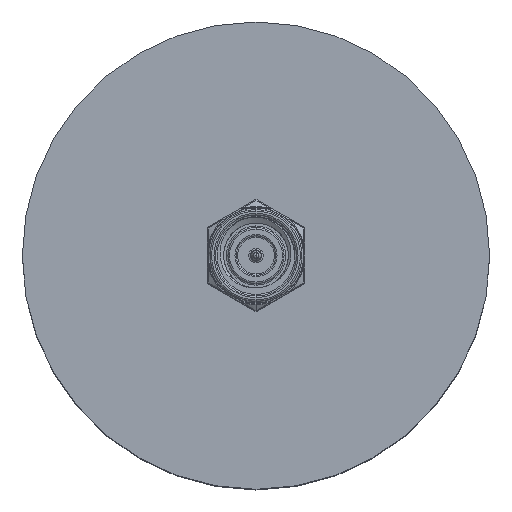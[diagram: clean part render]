
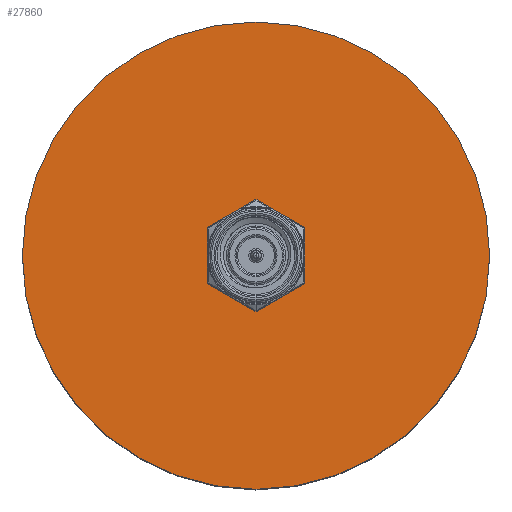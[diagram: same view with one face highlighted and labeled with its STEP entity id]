
A CAD part, top view. The second image highlights one B-rep face of the part: STEP entity #27860.
In plain terms, the highlighted planar face has unit normal (0, 0, 1).
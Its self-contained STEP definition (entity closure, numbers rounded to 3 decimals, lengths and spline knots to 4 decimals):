
#317 = CIRCLE ( 'NONE', #45496, 0.75 ) ;
#612 = ORIENTED_EDGE ( 'NONE', *, *, #19612, .T. ) ;
#4278 = DIRECTION ( 'NONE',  ( 0., 0., 1. ) ) ;
#7527 = CARTESIAN_POINT ( 'NONE',  ( 0.3933, -0.0486, 0.3427 ) ) ;
#12490 = VERTEX_POINT ( 'NONE', #7527 ) ;
#12895 = AXIS2_PLACEMENT_3D ( 'NONE', #29229, #40082, #22157 ) ;
#13199 = EDGE_CURVE ( 'NONE', #12490, #18097, #317, .T. ) ;
#14190 = DIRECTION ( 'NONE',  ( 0., 0., 1. ) ) ;
#14929 = DIRECTION ( 'NONE',  ( 1., 0., 0. ) ) ;
#15611 = CARTESIAN_POINT ( 'NONE',  ( -0.3567, -0.0486, 0.3427 ) ) ;
#17950 = DIRECTION ( 'NONE',  ( 1., 0., 0. ) ) ;
#18097 = VERTEX_POINT ( 'NONE', #36641 ) ;
#18181 = CIRCLE ( 'NONE', #12895, 0.75 ) ;
#19612 = EDGE_CURVE ( 'NONE', #18097, #12490, #18181, .T. ) ;
#22157 = DIRECTION ( 'NONE',  ( 1., 0., 0. ) ) ;
#22197 = FACE_OUTER_BOUND ( 'NONE', #29883, .T. ) ;
#25267 = PLANE ( 'NONE',  #33690 ) ;
#27860 = ADVANCED_FACE ( 'NONE', ( #22197 ), #25267, .T. ) ;
#29229 = CARTESIAN_POINT ( 'NONE',  ( -0.3567, -0.0486, 0.3427 ) ) ;
#29883 = EDGE_LOOP ( 'NONE', ( #45112, #612 ) ) ;
#32102 = CARTESIAN_POINT ( 'NONE',  ( -0.3567, -0.0486, 0.3427 ) ) ;
#33690 = AXIS2_PLACEMENT_3D ( 'NONE', #32102, #14190, #17950 ) ;
#36641 = CARTESIAN_POINT ( 'NONE',  ( -1.1067, -0.0486, 0.3427 ) ) ;
#40082 = DIRECTION ( 'NONE',  ( 0., 0., 1. ) ) ;
#45112 = ORIENTED_EDGE ( 'NONE', *, *, #13199, .T. ) ;
#45496 = AXIS2_PLACEMENT_3D ( 'NONE', #15611, #4278, #14929 ) ;
